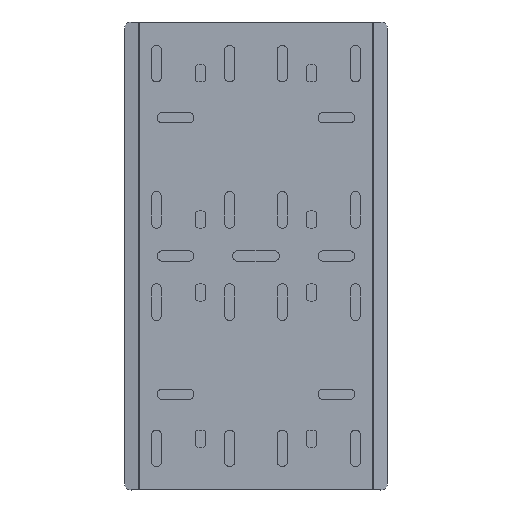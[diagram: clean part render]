
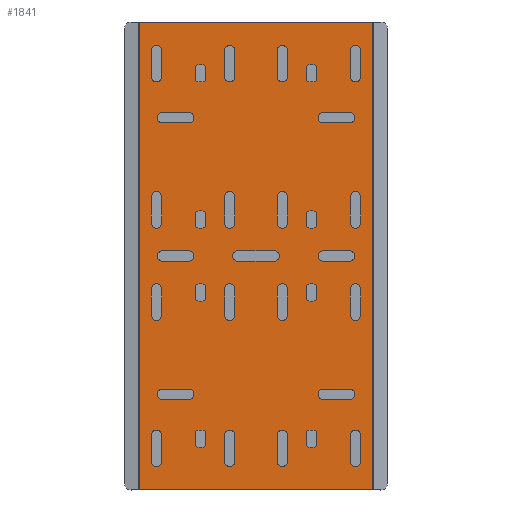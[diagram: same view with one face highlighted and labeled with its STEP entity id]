
A CAD part, top view. The second image highlights one B-rep face of the part: STEP entity #1841.
In plain terms, the highlighted planar face has unit normal (0, 0, 1).
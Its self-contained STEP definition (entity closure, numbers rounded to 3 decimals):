
#173=FACE_OUTER_BOUND('',#261,.T.);
#261=EDGE_LOOP('',(#1667,#1668,#1669,#1670));
#542=LINE('',#3422,#706);
#546=LINE('',#3434,#710);
#549=LINE('',#3440,#713);
#552=LINE('',#3447,#716);
#706=VECTOR('',#2739,1.);
#710=VECTOR('',#2753,1.);
#713=VECTOR('',#2758,1.);
#716=VECTOR('',#2765,1.);
#992=VERTEX_POINT('',#3416);
#993=VERTEX_POINT('',#3421);
#996=VERTEX_POINT('',#3433);
#997=VERTEX_POINT('',#3437);
#1280=EDGE_CURVE('',#992,#993,#542,.T.);
#1286=EDGE_CURVE('',#993,#996,#546,.F.);
#1289=EDGE_CURVE('',#992,#997,#549,.F.);
#1293=EDGE_CURVE('',#997,#996,#552,.T.);
#1667=ORIENTED_EDGE('',*,*,#1286,.F.);
#1668=ORIENTED_EDGE('',*,*,#1280,.F.);
#1669=ORIENTED_EDGE('',*,*,#1289,.T.);
#1670=ORIENTED_EDGE('',*,*,#1293,.T.);
#1753=PLANE('',#2194);
#1841=ADVANCED_FACE('',(#173),#1753,.T.);
#2194=AXIS2_PLACEMENT_3D('',#3489,#2814,#2815);
#2739=DIRECTION('',(0.,1.,0.));
#2753=DIRECTION('',(-1.,0.,0.));
#2758=DIRECTION('',(-1.,0.,0.));
#2765=DIRECTION('',(0.,1.,0.));
#2814=DIRECTION('center_axis',(0.,0.,1.));
#2815=DIRECTION('ref_axis',(1.,0.,0.));
#3416=CARTESIAN_POINT('',(-79.775,-160.,3.));
#3421=CARTESIAN_POINT('',(-79.775,160.,3.));
#3422=CARTESIAN_POINT('',(-79.775,0.,3.));
#3433=CARTESIAN_POINT('',(79.775,160.,3.));
#3434=CARTESIAN_POINT('',(0.,160.,3.));
#3437=CARTESIAN_POINT('',(79.775,-160.,3.));
#3440=CARTESIAN_POINT('',(0.,-160.,3.));
#3447=CARTESIAN_POINT('',(79.775,0.,3.));
#3489=CARTESIAN_POINT('Origin',(0.,0.,3.));
